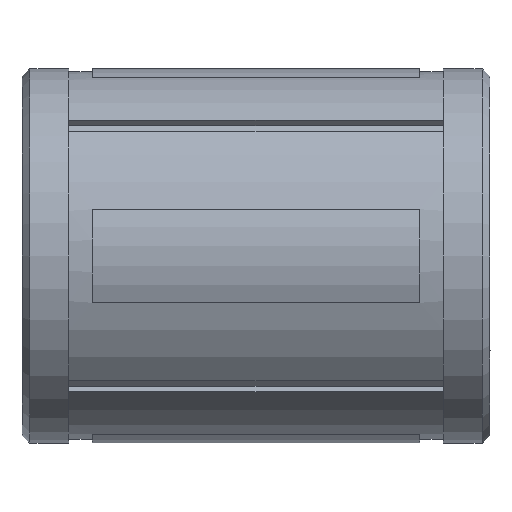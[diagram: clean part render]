
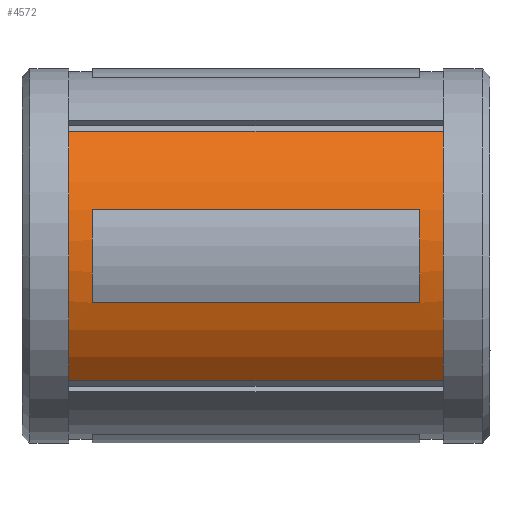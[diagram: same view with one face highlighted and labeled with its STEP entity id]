
A CAD part, front view. The second image highlights one B-rep face of the part: STEP entity #4572.
In plain terms, the highlighted cylindrical face has radius 11.8 mm (diameter 23.6 mm), a partial arc.
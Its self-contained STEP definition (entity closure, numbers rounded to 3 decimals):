
#399 = EDGE_CURVE ( 'NONE', #4525, #13949, #11070, .T. ) ;
#427 = AXIS2_PLACEMENT_3D ( 'NONE', #23423, #13823, #17644 ) ;
#459 = DIRECTION ( 'NONE',  ( -1., 0., 0. ) ) ;
#840 = CARTESIAN_POINT ( 'NONE',  ( -12., 0., 0. ) ) ;
#1686 = ORIENTED_EDGE ( 'NONE', *, *, #19433, .F. ) ;
#1812 = FACE_BOUND ( 'NONE', #23851, .T. ) ;
#2209 = CARTESIAN_POINT ( 'NONE',  ( -12., -8.69, -7.983 ) ) ;
#3596 = ORIENTED_EDGE ( 'NONE', *, *, #21371, .T. ) ;
#4252 = CARTESIAN_POINT ( 'NONE',  ( -10.5, 0., 0. ) ) ;
#4406 = EDGE_CURVE ( 'NONE', #6159, #4525, #19708, .T. ) ;
#4525 = VERTEX_POINT ( 'NONE', #2209 ) ;
#4572 = ADVANCED_FACE ( 'NONE', ( #1812, #5131 ), #21272, .T. ) ;
#5131 = FACE_OUTER_BOUND ( 'NONE', #16684, .T. ) ;
#5269 = AXIS2_PLACEMENT_3D ( 'NONE', #15248, #5394, #5559 ) ;
#5394 = DIRECTION ( 'NONE',  ( -1., 0., 0. ) ) ;
#5541 = CARTESIAN_POINT ( 'NONE',  ( 10.5, -11.412, 3. ) ) ;
#5559 = DIRECTION ( 'NONE',  ( 0., 0., 1. ) ) ;
#5627 = CIRCLE ( 'NONE', #427, 11.8 ) ;
#6159 = VERTEX_POINT ( 'NONE', #12215 ) ;
#6706 = CARTESIAN_POINT ( 'NONE',  ( -25.767, -8.69, 7.983 ) ) ;
#7230 = VECTOR ( 'NONE', #16326, 1000. ) ;
#7891 = ORIENTED_EDGE ( 'NONE', *, *, #8323, .T. ) ;
#8196 = ORIENTED_EDGE ( 'NONE', *, *, #16745, .F. ) ;
#8323 = EDGE_CURVE ( 'NONE', #12322, #23484, #14403, .T. ) ;
#8485 = CARTESIAN_POINT ( 'NONE',  ( 12., -8.69, 7.983 ) ) ;
#8606 = VECTOR ( 'NONE', #8652, 1000. ) ;
#8652 = DIRECTION ( 'NONE',  ( 1., 0., 0. ) ) ;
#9216 = CARTESIAN_POINT ( 'NONE',  ( -12., -8.69, 7.983 ) ) ;
#9757 = EDGE_CURVE ( 'NONE', #18669, #12322, #24650, .T. ) ;
#10580 = CARTESIAN_POINT ( 'NONE',  ( 10.5, -11.412, -3. ) ) ;
#10602 = DIRECTION ( 'NONE',  ( 0., 0., 1. ) ) ;
#11070 = CIRCLE ( 'NONE', #19145, 11.8 ) ;
#11740 = DIRECTION ( 'NONE',  ( -1., 0., 0. ) ) ;
#11900 = CARTESIAN_POINT ( 'NONE',  ( 10.5, 0., 0. ) ) ;
#12113 = CARTESIAN_POINT ( 'NONE',  ( 10.5, -11.412, 3. ) ) ;
#12215 = CARTESIAN_POINT ( 'NONE',  ( 12., -8.69, -7.983 ) ) ;
#12303 = ORIENTED_EDGE ( 'NONE', *, *, #22251, .F. ) ;
#12322 = VERTEX_POINT ( 'NONE', #16841 ) ;
#13007 = LINE ( 'NONE', #12113, #7230 ) ;
#13803 = AXIS2_PLACEMENT_3D ( 'NONE', #4252, #459, #17862 ) ;
#13823 = DIRECTION ( 'NONE',  ( -1., 0., 0. ) ) ;
#13949 = VERTEX_POINT ( 'NONE', #9216 ) ;
#14403 = CIRCLE ( 'NONE', #13803, 11.8 ) ;
#14543 = VECTOR ( 'NONE', #23758, 1000. ) ;
#15248 = CARTESIAN_POINT ( 'NONE',  ( -25.767, 0., 0. ) ) ;
#15620 = DIRECTION ( 'NONE',  ( 0., 0., 1. ) ) ;
#15702 = ORIENTED_EDGE ( 'NONE', *, *, #399, .F. ) ;
#15963 = LINE ( 'NONE', #6706, #8606 ) ;
#16207 = CIRCLE ( 'NONE', #24640, 11.8 ) ;
#16283 = CARTESIAN_POINT ( 'NONE',  ( -10.5, -11.412, 3. ) ) ;
#16326 = DIRECTION ( 'NONE',  ( -1., 0., 0. ) ) ;
#16684 = EDGE_LOOP ( 'NONE', ( #1686, #15702, #21234, #3596 ) ) ;
#16745 = EDGE_CURVE ( 'NONE', #16938, #23484, #13007, .T. ) ;
#16841 = CARTESIAN_POINT ( 'NONE',  ( -10.5, -11.412, -3. ) ) ;
#16938 = VERTEX_POINT ( 'NONE', #5541 ) ;
#17522 = ORIENTED_EDGE ( 'NONE', *, *, #9757, .T. ) ;
#17644 = DIRECTION ( 'NONE',  ( 0., 0., 1. ) ) ;
#17862 = DIRECTION ( 'NONE',  ( 0., 0., 1. ) ) ;
#18669 = VERTEX_POINT ( 'NONE', #22821 ) ;
#19145 = AXIS2_PLACEMENT_3D ( 'NONE', #840, #24242, #10602 ) ;
#19433 = EDGE_CURVE ( 'NONE', #13949, #24798, #15963, .T. ) ;
#19708 = LINE ( 'NONE', #20916, #14543 ) ;
#20916 = CARTESIAN_POINT ( 'NONE',  ( -25.767, -8.69, -7.983 ) ) ;
#21234 = ORIENTED_EDGE ( 'NONE', *, *, #4406, .F. ) ;
#21272 = CYLINDRICAL_SURFACE ( 'NONE', #5269, 11.8 ) ;
#21371 = EDGE_CURVE ( 'NONE', #6159, #24798, #5627, .T. ) ;
#22251 = EDGE_CURVE ( 'NONE', #18669, #16938, #16207, .T. ) ;
#22821 = CARTESIAN_POINT ( 'NONE',  ( 10.5, -11.412, -3. ) ) ;
#23149 = VECTOR ( 'NONE', #23816, 1000. ) ;
#23423 = CARTESIAN_POINT ( 'NONE',  ( 12., 0., 0. ) ) ;
#23484 = VERTEX_POINT ( 'NONE', #16283 ) ;
#23758 = DIRECTION ( 'NONE',  ( -1., 0., 0. ) ) ;
#23816 = DIRECTION ( 'NONE',  ( -1., 0., 0. ) ) ;
#23851 = EDGE_LOOP ( 'NONE', ( #12303, #17522, #7891, #8196 ) ) ;
#24242 = DIRECTION ( 'NONE',  ( -1., 0., 0. ) ) ;
#24640 = AXIS2_PLACEMENT_3D ( 'NONE', #11900, #11740, #15620 ) ;
#24650 = LINE ( 'NONE', #10580, #23149 ) ;
#24798 = VERTEX_POINT ( 'NONE', #8485 ) ;
